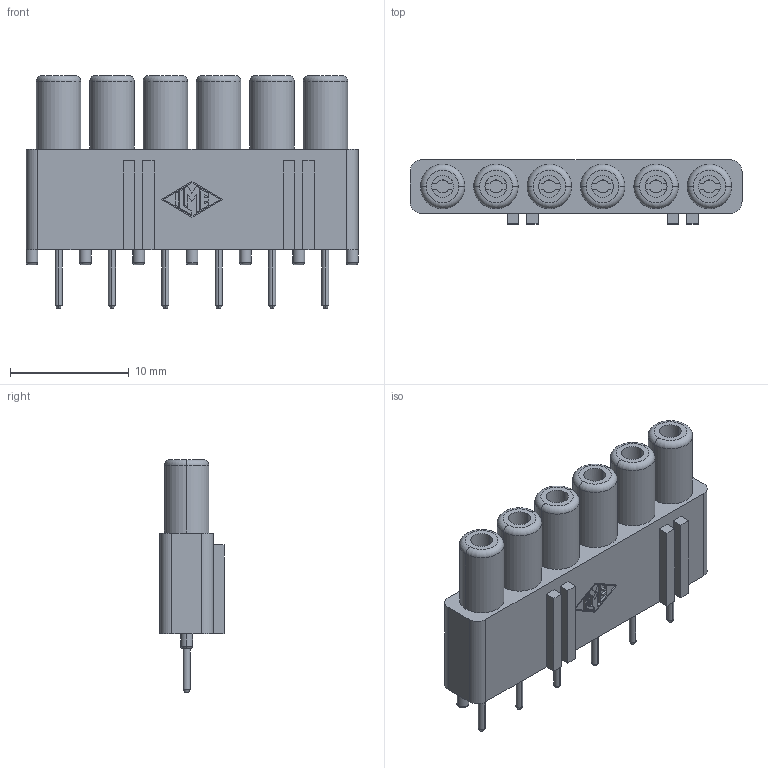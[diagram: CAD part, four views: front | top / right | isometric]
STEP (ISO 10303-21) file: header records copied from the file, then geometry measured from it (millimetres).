
FILE_DESCRIPTION(('Creo Elements/Direct Modeling STEP Export'),'2;1');
FILE_NAME('0lndrr04q848esu3044','2019-04-16T 8:33:55',(''),(''),'PTC Creo Elements/Direct Modeling STEP processor for AP214 (Solid Model)','PTC Creo Elements/Direct Modeling 19.0B 21-Mar-2015 (C) Parametric Technology GmbH','');
FILE_SCHEMA(('AUTOMOTIVE_DESIGN { 1 0 10303 214 1 1 1 1 }'));
Length unit declared in the file: millimetre
Products named in the file (2): CIF_2.4_A
Assembly tree (1 placements, depth 2):
  CIF_2.4_A
    CIF_2.4_A
Bounding box: 28 x 5.4 x 19.65 mm (x, y, z)
Volume: 1392.7 mm3; surface area: 1612.3 mm2
Topology: 1 solids, 1 shells, 243 faces, 594 edges, 382 vertices
Faces by surface type: plane 139, cylinder 66, torus 26, cone 12
Entity records: 7664 total; most frequent: ORIENTED_EDGE 1188, CARTESIAN_POINT 1104, DIRECTION 1074, EDGE_CURVE 594, VERTEX_POINT 382, VECTOR 370, LINE 370, AXIS2_PLACEMENT_3D 352
